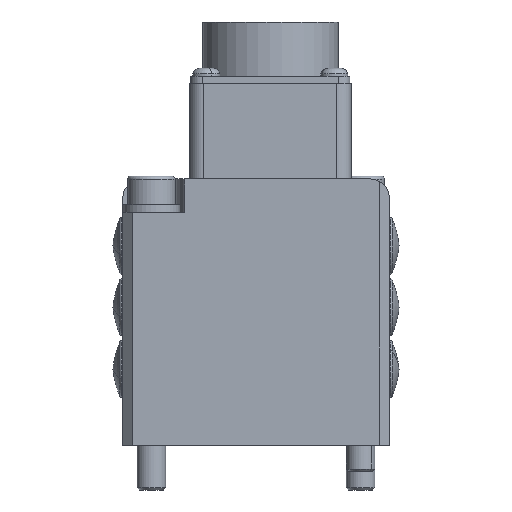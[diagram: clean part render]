
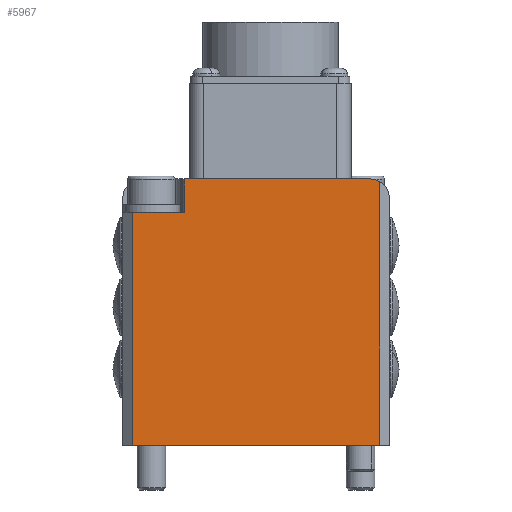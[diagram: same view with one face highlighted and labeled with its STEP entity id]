
A CAD part, front view. The second image highlights one B-rep face of the part: STEP entity #5967.
In plain terms, the highlighted planar face has unit normal (0, -1, 0).
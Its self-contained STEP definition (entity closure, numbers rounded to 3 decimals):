
#1144 = EDGE_CURVE ( 'NONE', #15820, #30131, #36257, .T. ) ;
#1424 = LINE ( 'NONE', #7718, #23136 ) ;
#2375 = VECTOR ( 'NONE', #32961, 1000. ) ;
#2797 = DIRECTION ( 'NONE',  ( 0., 0., -1. ) ) ;
#3654 = LINE ( 'NONE', #11295, #32710 ) ;
#3789 = VERTEX_POINT ( 'NONE', #14141 ) ;
#3855 = ORIENTED_EDGE ( 'NONE', *, *, #12562, .T. ) ;
#4117 = AXIS2_PLACEMENT_3D ( 'NONE', #29968, #13213, #32733 ) ;
#5757 = CARTESIAN_POINT ( 'NONE',  ( -26., -23., 49. ) ) ;
#5798 = VERTEX_POINT ( 'NONE', #5757 ) ;
#5967 = ADVANCED_FACE ( 'NONE', ( #15225 ), #28256, .F. ) ;
#6404 = CARTESIAN_POINT ( 'NONE',  ( -15., -23., 49. ) ) ;
#6852 = VECTOR ( 'NONE', #12146, 1000. ) ;
#7718 = CARTESIAN_POINT ( 'NONE',  ( -15., -23., 29.151 ) ) ;
#8061 = VERTEX_POINT ( 'NONE', #14018 ) ;
#9312 = CARTESIAN_POINT ( 'NONE',  ( -15., -23., 49. ) ) ;
#9868 = EDGE_LOOP ( 'NONE', ( #34584, #31061, #25476, #20632, #23823, #27986, #3855 ) ) ;
#10659 = CARTESIAN_POINT ( 'NONE',  ( 26., -23., 56. ) ) ;
#10857 = LINE ( 'NONE', #27511, #2375 ) ;
#10994 = AXIS2_PLACEMENT_3D ( 'NONE', #24666, #29414, #17812 ) ;
#11295 = CARTESIAN_POINT ( 'NONE',  ( -26., -23., 56. ) ) ;
#12146 = DIRECTION ( 'NONE',  ( -1., 0., 0. ) ) ;
#12562 = EDGE_CURVE ( 'NONE', #3789, #15820, #35026, .T. ) ;
#13213 = DIRECTION ( 'NONE',  ( 0., -1., 0. ) ) ;
#13253 = VERTEX_POINT ( 'NONE', #30213 ) ;
#13887 = EDGE_CURVE ( 'NONE', #13918, #5798, #29318, .T. ) ;
#13918 = VERTEX_POINT ( 'NONE', #6404 ) ;
#13952 = DIRECTION ( 'NONE',  ( 1., 0., 0. ) ) ;
#13988 = CIRCLE ( 'NONE', #4117, 4. ) ;
#14018 = CARTESIAN_POINT ( 'NONE',  ( -15., -23., 56. ) ) ;
#14121 = CARTESIAN_POINT ( 'NONE',  ( -28., -23., 0. ) ) ;
#14141 = CARTESIAN_POINT ( 'NONE',  ( -26., -23., 0. ) ) ;
#15225 = FACE_OUTER_BOUND ( 'NONE', #9868, .T. ) ;
#15820 = VERTEX_POINT ( 'NONE', #19907 ) ;
#17812 = DIRECTION ( 'NONE',  ( 0., 0., 1. ) ) ;
#18152 = EDGE_CURVE ( 'NONE', #30131, #13253, #13988, .T. ) ;
#18596 = EDGE_CURVE ( 'NONE', #8061, #13253, #10857, .T. ) ;
#19315 = VECTOR ( 'NONE', #13952, 1000. ) ;
#19907 = CARTESIAN_POINT ( 'NONE',  ( 26., -23., 0. ) ) ;
#20632 = ORIENTED_EDGE ( 'NONE', *, *, #26372, .F. ) ;
#21445 = VECTOR ( 'NONE', #28048, 1000. ) ;
#23136 = VECTOR ( 'NONE', #27455, 1000. ) ;
#23823 = ORIENTED_EDGE ( 'NONE', *, *, #13887, .T. ) ;
#24666 = CARTESIAN_POINT ( 'NONE',  ( -28., -23., 56. ) ) ;
#25476 = ORIENTED_EDGE ( 'NONE', *, *, #18596, .F. ) ;
#26070 = EDGE_CURVE ( 'NONE', #5798, #3789, #3654, .T. ) ;
#26372 = EDGE_CURVE ( 'NONE', #13918, #8061, #1424, .T. ) ;
#27455 = DIRECTION ( 'NONE',  ( 0., 0., 1. ) ) ;
#27511 = CARTESIAN_POINT ( 'NONE',  ( -28., -23., 56. ) ) ;
#27986 = ORIENTED_EDGE ( 'NONE', *, *, #26070, .T. ) ;
#28048 = DIRECTION ( 'NONE',  ( 0., 0., 1. ) ) ;
#28256 = PLANE ( 'NONE',  #10994 ) ;
#29318 = LINE ( 'NONE', #9312, #6852 ) ;
#29414 = DIRECTION ( 'NONE',  ( 0., 1., 0. ) ) ;
#29968 = CARTESIAN_POINT ( 'NONE',  ( 24., -23., 52. ) ) ;
#30131 = VERTEX_POINT ( 'NONE', #35204 ) ;
#30213 = CARTESIAN_POINT ( 'NONE',  ( 24., -23., 56. ) ) ;
#31061 = ORIENTED_EDGE ( 'NONE', *, *, #18152, .T. ) ;
#32710 = VECTOR ( 'NONE', #2797, 1000. ) ;
#32733 = DIRECTION ( 'NONE',  ( 0., 0., 1. ) ) ;
#32961 = DIRECTION ( 'NONE',  ( 1., 0., 0. ) ) ;
#34584 = ORIENTED_EDGE ( 'NONE', *, *, #1144, .T. ) ;
#35026 = LINE ( 'NONE', #14121, #19315 ) ;
#35204 = CARTESIAN_POINT ( 'NONE',  ( 26., -23., 55.464 ) ) ;
#36257 = LINE ( 'NONE', #10659, #21445 ) ;
